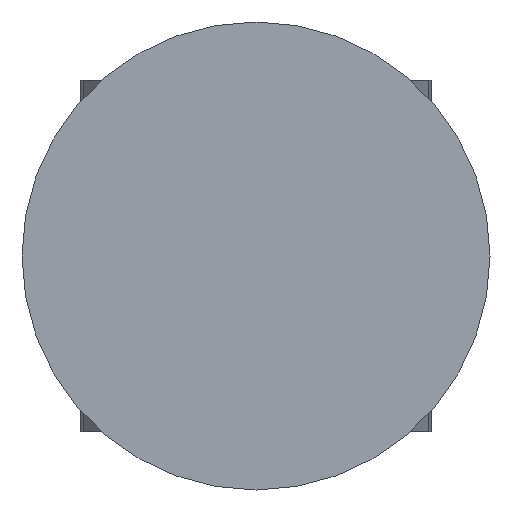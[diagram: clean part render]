
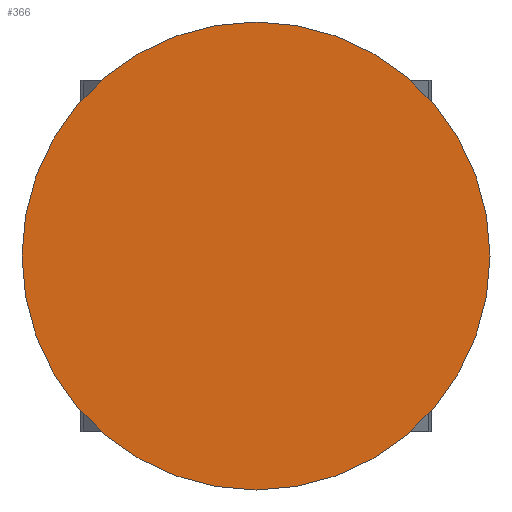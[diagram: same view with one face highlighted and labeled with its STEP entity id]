
A CAD part, left-side view. The second image highlights one B-rep face of the part: STEP entity #366.
In plain terms, the highlighted planar face has unit normal (-1, 0, 0).
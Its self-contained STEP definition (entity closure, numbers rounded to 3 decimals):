
#38=CIRCLE('',#420,2.);
#58=FACE_OUTER_BOUND('',#83,.T.);
#83=EDGE_LOOP('',(#320));
#184=VERTEX_POINT('',#625);
#231=EDGE_CURVE('',#184,#184,#38,.T.);
#320=ORIENTED_EDGE('',*,*,#231,.F.);
#347=PLANE('',#419);
#366=ADVANCED_FACE('',(#58),#347,.T.);
#419=AXIS2_PLACEMENT_3D('',#624,#518,#519);
#420=AXIS2_PLACEMENT_3D('',#626,#520,#521);
#518=DIRECTION('center_axis',(-1.,0.,0.));
#519=DIRECTION('ref_axis',(0.,0.,1.));
#520=DIRECTION('center_axis',(1.,0.,0.));
#521=DIRECTION('ref_axis',(0.,1.,0.));
#624=CARTESIAN_POINT('Origin',(2.,1.,0.));
#625=CARTESIAN_POINT('',(2.,-2.,0.));
#626=CARTESIAN_POINT('Origin',(2.,0.,0.));
